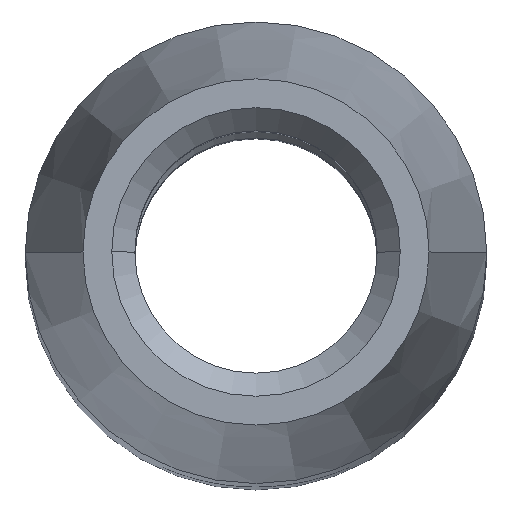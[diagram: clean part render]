
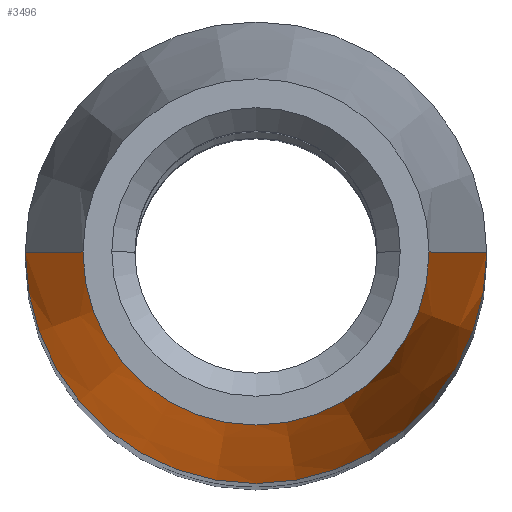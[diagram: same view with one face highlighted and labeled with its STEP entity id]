
A CAD part, top view. The second image highlights one B-rep face of the part: STEP entity #3496.
In plain terms, the highlighted conical face has half-angle 7.125 degrees and reference radius 4 mm.
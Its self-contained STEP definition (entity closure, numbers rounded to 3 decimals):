
#39 = DIRECTION ( 'NONE',  ( -0.124, 0., -0.992 ) ) ;
#64 = DIRECTION ( 'NONE',  ( 1., 0., 0. ) ) ;
#391 = EDGE_CURVE ( 'NONE', #12119, #417, #2029, .T. ) ;
#417 = VERTEX_POINT ( 'NONE', #10642 ) ;
#638 = VECTOR ( 'NONE', #39, 1000. ) ;
#1173 = AXIS2_PLACEMENT_3D ( 'NONE', #11353, #6557, #1566 ) ;
#1566 = DIRECTION ( 'NONE',  ( 1., 0., 0. ) ) ;
#1885 = DIRECTION ( 'NONE',  ( -1., 0., 0. ) ) ;
#2029 = CIRCLE ( 'NONE', #8440, 3. ) ;
#2069 = ORIENTED_EDGE ( 'NONE', *, *, #3187, .T. ) ;
#2122 = EDGE_CURVE ( 'NONE', #3343, #6846, #3695, .T. ) ;
#2600 = CARTESIAN_POINT ( 'NONE',  ( 4., 0., 32. ) ) ;
#3187 = EDGE_CURVE ( 'NONE', #12119, #3343, #10590, .T. ) ;
#3343 = VERTEX_POINT ( 'NONE', #3657 ) ;
#3496 = ADVANCED_FACE ( 'NONE', ( #9388 ), #4575, .T. ) ;
#3657 = CARTESIAN_POINT ( 'NONE',  ( -4., 0., 32. ) ) ;
#3695 = CIRCLE ( 'NONE', #1173, 4. ) ;
#3867 = CARTESIAN_POINT ( 'NONE',  ( 0., 0., 32. ) ) ;
#3925 = CARTESIAN_POINT ( 'NONE',  ( -4., 0., 32. ) ) ;
#4159 = ORIENTED_EDGE ( 'NONE', *, *, #10999, .F. ) ;
#4221 = ORIENTED_EDGE ( 'NONE', *, *, #391, .F. ) ;
#4575 = CONICAL_SURFACE ( 'NONE', #9581, 4., 0.124 ) ;
#5357 = CARTESIAN_POINT ( 'NONE',  ( 4., 0., 32. ) ) ;
#5843 = CARTESIAN_POINT ( 'NONE',  ( 0., 0., 40. ) ) ;
#6557 = DIRECTION ( 'NONE',  ( 0., 0., 1. ) ) ;
#6793 = DIRECTION ( 'NONE',  ( 0., 0., -1. ) ) ;
#6846 = VERTEX_POINT ( 'NONE', #5357 ) ;
#6951 = DIRECTION ( 'NONE',  ( 0., 0., 1. ) ) ;
#8273 = CARTESIAN_POINT ( 'NONE',  ( -3., 0., 40. ) ) ;
#8440 = AXIS2_PLACEMENT_3D ( 'NONE', #5843, #6951, #64 ) ;
#8692 = EDGE_LOOP ( 'NONE', ( #4159, #4221, #2069, #10215 ) ) ;
#9388 = FACE_OUTER_BOUND ( 'NONE', #8692, .T. ) ;
#9480 = LINE ( 'NONE', #2600, #10212 ) ;
#9581 = AXIS2_PLACEMENT_3D ( 'NONE', #3867, #6793, #1885 ) ;
#10212 = VECTOR ( 'NONE', #12066, 1000. ) ;
#10215 = ORIENTED_EDGE ( 'NONE', *, *, #2122, .T. ) ;
#10590 = LINE ( 'NONE', #3925, #638 ) ;
#10642 = CARTESIAN_POINT ( 'NONE',  ( 3., 0., 40. ) ) ;
#10999 = EDGE_CURVE ( 'NONE', #417, #6846, #9480, .T. ) ;
#11353 = CARTESIAN_POINT ( 'NONE',  ( 0., 0., 32. ) ) ;
#12066 = DIRECTION ( 'NONE',  ( 0.124, 0., -0.992 ) ) ;
#12119 = VERTEX_POINT ( 'NONE', #8273 ) ;
